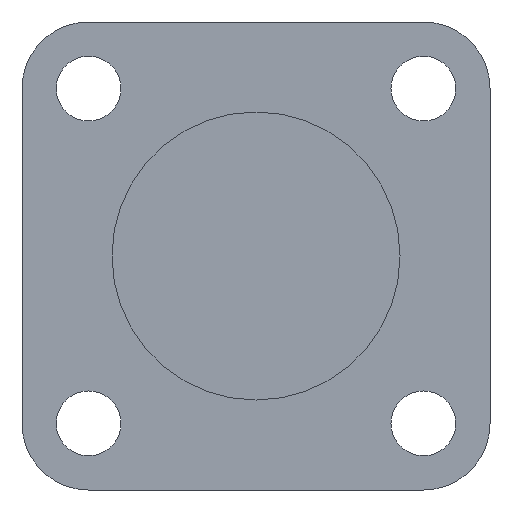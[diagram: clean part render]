
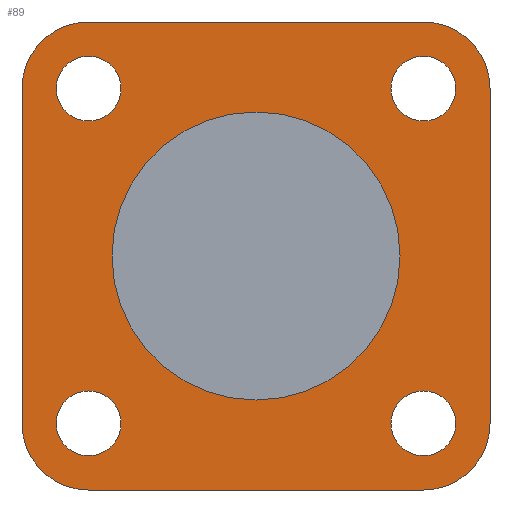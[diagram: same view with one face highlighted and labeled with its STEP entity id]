
A CAD part, left-side view. The second image highlights one B-rep face of the part: STEP entity #89.
In plain terms, the highlighted planar face has unit normal (-1, 0, 0).
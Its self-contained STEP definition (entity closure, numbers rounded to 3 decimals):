
#89 = ADVANCED_FACE( '', ( #199, #200, #201, #202, #203, #204 ), #205, .F. );
#199 = FACE_BOUND( '', #353, .T. );
#200 = FACE_BOUND( '', #354, .T. );
#201 = FACE_BOUND( '', #355, .T. );
#202 = FACE_BOUND( '', #356, .T. );
#203 = FACE_BOUND( '', #357, .T. );
#204 = FACE_OUTER_BOUND( '', #358, .T. );
#205 = PLANE( '', #359 );
#353 = EDGE_LOOP( '', ( #502 ) );
#354 = EDGE_LOOP( '', ( #503 ) );
#355 = EDGE_LOOP( '', ( #504 ) );
#356 = EDGE_LOOP( '', ( #505 ) );
#357 = EDGE_LOOP( '', ( #506 ) );
#358 = EDGE_LOOP( '', ( #507, #508, #509, #510, #511, #512, #513, #514 ) );
#359 = AXIS2_PLACEMENT_3D( '', #515, #516, #517 );
#502 = ORIENTED_EDGE( '', *, *, #809, .T. );
#503 = ORIENTED_EDGE( '', *, *, #810, .T. );
#504 = ORIENTED_EDGE( '', *, *, #811, .T. );
#505 = ORIENTED_EDGE( '', *, *, #812, .T. );
#506 = ORIENTED_EDGE( '', *, *, #813, .T. );
#507 = ORIENTED_EDGE( '', *, *, #814, .F. );
#508 = ORIENTED_EDGE( '', *, *, #815, .F. );
#509 = ORIENTED_EDGE( '', *, *, #816, .F. );
#510 = ORIENTED_EDGE( '', *, *, #817, .F. );
#511 = ORIENTED_EDGE( '', *, *, #818, .F. );
#512 = ORIENTED_EDGE( '', *, *, #819, .F. );
#513 = ORIENTED_EDGE( '', *, *, #820, .F. );
#514 = ORIENTED_EDGE( '', *, *, #821, .F. );
#515 = CARTESIAN_POINT( '', ( 0., 23.25, 23.25 ) );
#516 = DIRECTION( '', ( 1., 0., 0. ) );
#517 = DIRECTION( '', ( 0., 0., -1. ) );
#809 = EDGE_CURVE( '', #933, #933, #934, .T. );
#810 = EDGE_CURVE( '', #935, #935, #936, .T. );
#811 = EDGE_CURVE( '', #937, #937, #938, .T. );
#812 = EDGE_CURVE( '', #939, #939, #940, .T. );
#813 = EDGE_CURVE( '', #941, #941, #942, .T. );
#814 = EDGE_CURVE( '', #943, #944, #945, .T. );
#815 = EDGE_CURVE( '', #946, #943, #947, .T. );
#816 = EDGE_CURVE( '', #948, #946, #949, .T. );
#817 = EDGE_CURVE( '', #950, #948, #951, .T. );
#818 = EDGE_CURVE( '', #952, #950, #953, .T. );
#819 = EDGE_CURVE( '', #954, #952, #955, .T. );
#820 = EDGE_CURVE( '', #956, #954, #957, .T. );
#821 = EDGE_CURVE( '', #944, #956, #958, .T. );
#933 = VERTEX_POINT( '', #1115 );
#934 = CIRCLE( '', #1116, 20. );
#935 = VERTEX_POINT( '', #1117 );
#936 = CIRCLE( '', #1118, 4.5 );
#937 = VERTEX_POINT( '', #1119 );
#938 = CIRCLE( '', #1120, 4.5 );
#939 = VERTEX_POINT( '', #1121 );
#940 = CIRCLE( '', #1122, 4.5 );
#941 = VERTEX_POINT( '', #1123 );
#942 = CIRCLE( '', #1124, 4.5 );
#943 = VERTEX_POINT( '', #1125 );
#944 = VERTEX_POINT( '', #1126 );
#945 = CIRCLE( '', #1127, 9.25 );
#946 = VERTEX_POINT( '', #1128 );
#947 = LINE( '', #1129, #1130 );
#948 = VERTEX_POINT( '', #1131 );
#949 = CIRCLE( '', #1132, 9.25 );
#950 = VERTEX_POINT( '', #1133 );
#951 = LINE( '', #1134, #1135 );
#952 = VERTEX_POINT( '', #1136 );
#953 = CIRCLE( '', #1137, 9.25 );
#954 = VERTEX_POINT( '', #1138 );
#955 = LINE( '', #1139, #1140 );
#956 = VERTEX_POINT( '', #1141 );
#957 = CIRCLE( '', #1142, 9.25 );
#958 = LINE( '', #1143, #1144 );
#1115 = CARTESIAN_POINT( '', ( 0., 0., -20. ) );
#1116 = AXIS2_PLACEMENT_3D( '', #1330, #1331, #1332 );
#1117 = CARTESIAN_POINT( '', ( 0., 23.25, -27.75 ) );
#1118 = AXIS2_PLACEMENT_3D( '', #1333, #1334, #1335 );
#1119 = CARTESIAN_POINT( '', ( 0., -23.25, -27.75 ) );
#1120 = AXIS2_PLACEMENT_3D( '', #1336, #1337, #1338 );
#1121 = CARTESIAN_POINT( '', ( 0., -23.25, 18.75 ) );
#1122 = AXIS2_PLACEMENT_3D( '', #1339, #1340, #1341 );
#1123 = CARTESIAN_POINT( '', ( 0., 23.25, 18.75 ) );
#1124 = AXIS2_PLACEMENT_3D( '', #1342, #1343, #1344 );
#1125 = CARTESIAN_POINT( '', ( 0., 32.5, 23.25 ) );
#1126 = CARTESIAN_POINT( '', ( 0., 23.25, 32.5 ) );
#1127 = AXIS2_PLACEMENT_3D( '', #1345, #1346, #1347 );
#1128 = CARTESIAN_POINT( '', ( 0., 32.5, -23.25 ) );
#1129 = CARTESIAN_POINT( '', ( 0., 32.5, -23.25 ) );
#1130 = VECTOR( '', #1348, 1000. );
#1131 = CARTESIAN_POINT( '', ( 0., 23.25, -32.5 ) );
#1132 = AXIS2_PLACEMENT_3D( '', #1349, #1350, #1351 );
#1133 = CARTESIAN_POINT( '', ( 0., -23.25, -32.5 ) );
#1134 = CARTESIAN_POINT( '', ( 0., -23.25, -32.5 ) );
#1135 = VECTOR( '', #1352, 1000. );
#1136 = CARTESIAN_POINT( '', ( 0., -32.5, -23.25 ) );
#1137 = AXIS2_PLACEMENT_3D( '', #1353, #1354, #1355 );
#1138 = CARTESIAN_POINT( '', ( 0., -32.5, 23.25 ) );
#1139 = CARTESIAN_POINT( '', ( 0., -32.5, 23.25 ) );
#1140 = VECTOR( '', #1356, 1000. );
#1141 = CARTESIAN_POINT( '', ( 0., -23.25, 32.5 ) );
#1142 = AXIS2_PLACEMENT_3D( '', #1357, #1358, #1359 );
#1143 = CARTESIAN_POINT( '', ( 0., 23.25, 32.5 ) );
#1144 = VECTOR( '', #1360, 1000. );
#1330 = CARTESIAN_POINT( '', ( 0., 0., 0. ) );
#1331 = DIRECTION( '', ( 1., 0., 0. ) );
#1332 = DIRECTION( '', ( 0., 0., -1. ) );
#1333 = CARTESIAN_POINT( '', ( 0., 23.25, -23.25 ) );
#1334 = DIRECTION( '', ( 1., 0., 0. ) );
#1335 = DIRECTION( '', ( 0., 0., -1. ) );
#1336 = CARTESIAN_POINT( '', ( 0., -23.25, -23.25 ) );
#1337 = DIRECTION( '', ( 1., 0., 0. ) );
#1338 = DIRECTION( '', ( 0., 0., -1. ) );
#1339 = CARTESIAN_POINT( '', ( 0., -23.25, 23.25 ) );
#1340 = DIRECTION( '', ( 1., 0., 0. ) );
#1341 = DIRECTION( '', ( 0., 0., -1. ) );
#1342 = CARTESIAN_POINT( '', ( 0., 23.25, 23.25 ) );
#1343 = DIRECTION( '', ( 1., 0., 0. ) );
#1344 = DIRECTION( '', ( 0., 0., -1. ) );
#1345 = CARTESIAN_POINT( '', ( 0., 23.25, 23.25 ) );
#1346 = DIRECTION( '', ( 1., 0., 0. ) );
#1347 = DIRECTION( '', ( 0., 0., -1. ) );
#1348 = DIRECTION( '', ( 0., 0., 1. ) );
#1349 = CARTESIAN_POINT( '', ( 0., 23.25, -23.25 ) );
#1350 = DIRECTION( '', ( 1., 0., 0. ) );
#1351 = DIRECTION( '', ( 0., 0., -1. ) );
#1352 = DIRECTION( '', ( 0., 1., 0. ) );
#1353 = CARTESIAN_POINT( '', ( 0., -23.25, -23.25 ) );
#1354 = DIRECTION( '', ( 1., 0., 0. ) );
#1355 = DIRECTION( '', ( 0., 0., -1. ) );
#1356 = DIRECTION( '', ( 0., 0., -1. ) );
#1357 = CARTESIAN_POINT( '', ( 0., -23.25, 23.25 ) );
#1358 = DIRECTION( '', ( 1., 0., 0. ) );
#1359 = DIRECTION( '', ( 0., 0., -1. ) );
#1360 = DIRECTION( '', ( 0., -1., 0. ) );
